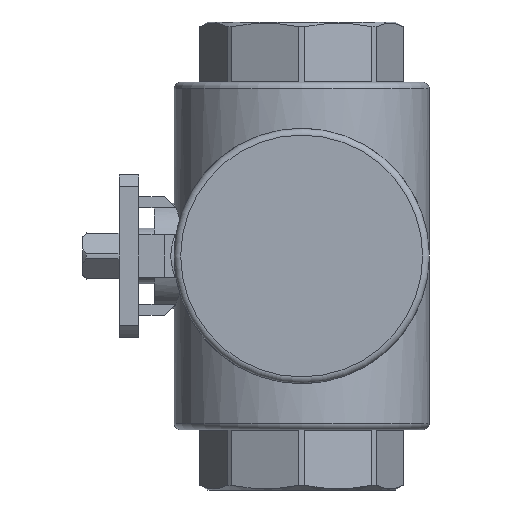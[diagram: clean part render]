
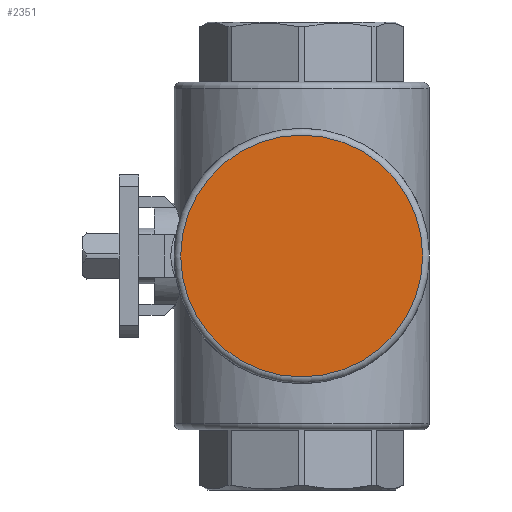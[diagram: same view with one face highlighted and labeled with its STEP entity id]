
A CAD part, left-side view. The second image highlights one B-rep face of the part: STEP entity #2351.
In plain terms, the highlighted planar face has unit normal (-1, 0, 0).
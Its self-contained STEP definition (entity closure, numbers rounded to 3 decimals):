
#37=PLANE('',#2570);
#716=ORIENTED_EDGE('',*,*,#1378,.T.);
#1378=EDGE_CURVE('',#1701,#1701,#1876,.T.);
#1701=VERTEX_POINT('',#3893);
#1876=CIRCLE('',#2571,36.75);
#1985=EDGE_LOOP('',(#716));
#2168=FACE_BOUND('',#1985,.T.);
#2351=ADVANCED_FACE('',(#2168),#37,.F.);
#2570=AXIS2_PLACEMENT_3D('',#3891,#2994,#2995);
#2571=AXIS2_PLACEMENT_3D('',#3892,#2996,#2997);
#2994=DIRECTION('',(1.,0.,0.));
#2995=DIRECTION('',(0.,1.,0.));
#2996=DIRECTION('',(-1.,0.,0.));
#2997=DIRECTION('',(0.,-1.,0.));
#3891=CARTESIAN_POINT('',(-43.,-36.75,0.));
#3892=CARTESIAN_POINT('',(-43.,0.,0.));
#3893=CARTESIAN_POINT('',(-43.,-36.75,0.));
